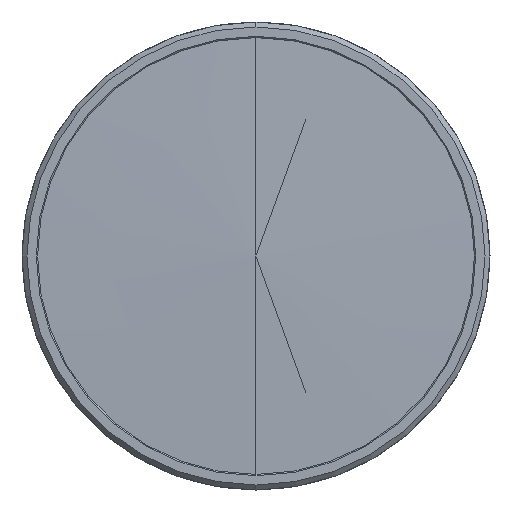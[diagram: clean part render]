
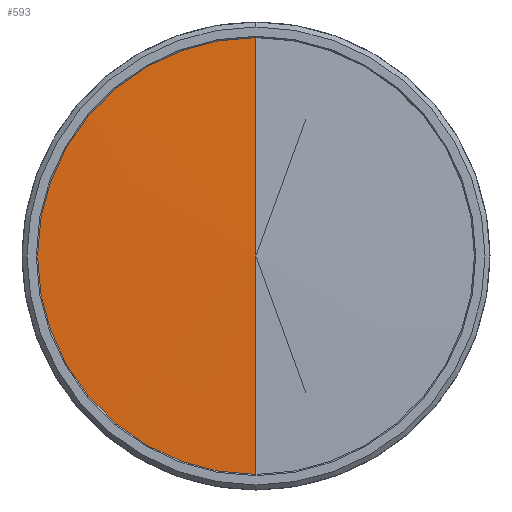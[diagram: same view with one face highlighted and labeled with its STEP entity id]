
A CAD part, left-side view. The second image highlights one B-rep face of the part: STEP entity #593.
In plain terms, the highlighted conical face has half-angle 88.51 degrees and reference radius 38445.8 mm.
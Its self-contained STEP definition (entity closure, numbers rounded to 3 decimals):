
#176 = CARTESIAN_POINT ( 'NONE',  ( 1002.483, 0., 0. ) ) ;
#593 = ADVANCED_FACE ( 'NONE', ( #5296 ), #699, .T. ) ;
#697 = ORIENTED_EDGE ( 'NONE', *, *, #1120, .F. ) ;
#699 = CONICAL_SURFACE ( 'NONE', #2370, 38445.764, 1.545 ) ;
#715 = CARTESIAN_POINT ( 'NONE',  ( 4.765, 0., -87.75 ) ) ;
#778 = CARTESIAN_POINT ( 'NONE',  ( 4.765, 0., 0. ) ) ;
#1099 = DIRECTION ( 'NONE',  ( 0.026, 0., 1. ) ) ;
#1120 = EDGE_CURVE ( 'NONE', #1822, #1936, #4410, .T. ) ;
#1201 = DIRECTION ( 'NONE',  ( 0., 0., -1. ) ) ;
#1263 = EDGE_LOOP ( 'NONE', ( #697, #1433, #3580 ) ) ;
#1433 = ORIENTED_EDGE ( 'NONE', *, *, #3788, .T. ) ;
#1599 = EDGE_CURVE ( 'NONE', #1936, #4386, #4908, .T. ) ;
#1796 = AXIS2_PLACEMENT_3D ( 'NONE', #778, #3672, #1201 ) ;
#1822 = VERTEX_POINT ( 'NONE', #1943 ) ;
#1936 = VERTEX_POINT ( 'NONE', #715 ) ;
#1943 = CARTESIAN_POINT ( 'NONE',  ( 2.483, 0., 0. ) ) ;
#2288 = CARTESIAN_POINT ( 'NONE',  ( 2.483, 0., 0. ) ) ;
#2370 = AXIS2_PLACEMENT_3D ( 'NONE', #176, #3465, #3126 ) ;
#3058 = VECTOR ( 'NONE', #1099, 1000. ) ;
#3126 = DIRECTION ( 'NONE',  ( 0., 0., -1. ) ) ;
#3465 = DIRECTION ( 'NONE',  ( 1., 0., 0. ) ) ;
#3580 = ORIENTED_EDGE ( 'NONE', *, *, #1599, .F. ) ;
#3600 = CARTESIAN_POINT ( 'NONE',  ( 4.765, 0., 87.75 ) ) ;
#3672 = DIRECTION ( 'NONE',  ( 1., 0., 0. ) ) ;
#3788 = EDGE_CURVE ( 'NONE', #1822, #4386, #4747, .T. ) ;
#4375 = CARTESIAN_POINT ( 'NONE',  ( 2.483, 0., 0. ) ) ;
#4386 = VERTEX_POINT ( 'NONE', #3600 ) ;
#4410 = LINE ( 'NONE', #4375, #4727 ) ;
#4727 = VECTOR ( 'NONE', #5242, 1000. ) ;
#4747 = LINE ( 'NONE', #2288, #3058 ) ;
#4908 = CIRCLE ( 'NONE', #1796, 87.75 ) ;
#5242 = DIRECTION ( 'NONE',  ( 0.026, 0., -1. ) ) ;
#5296 = FACE_OUTER_BOUND ( 'NONE', #1263, .T. ) ;
